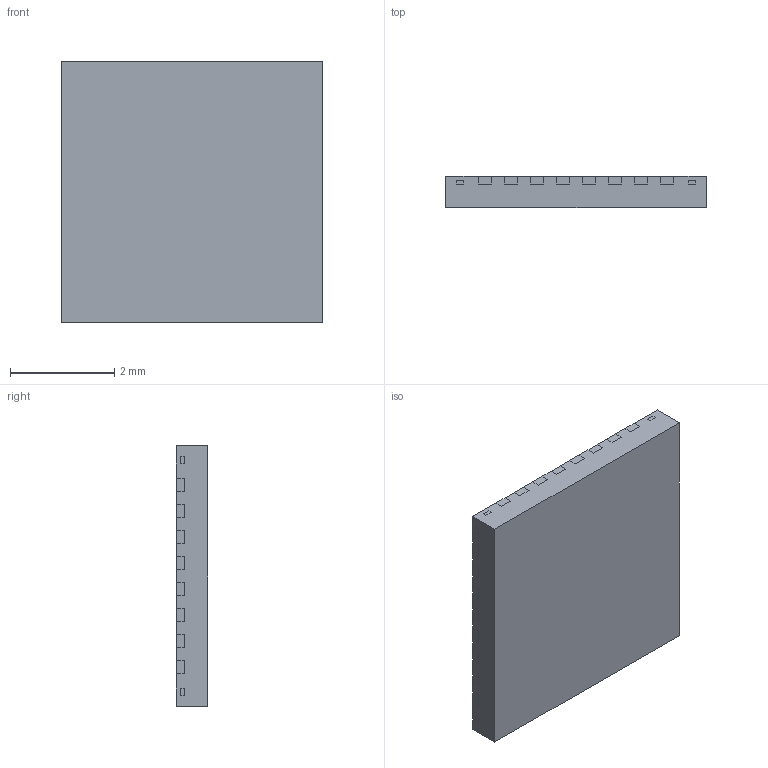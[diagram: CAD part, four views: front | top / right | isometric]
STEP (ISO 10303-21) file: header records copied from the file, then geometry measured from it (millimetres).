
FILE_DESCRIPTION(/* description */ (''),/* implementation_level */ '2;1');
FILE_NAME(/* name */ 'QFN5050-32_STP',/* time_stamp */ '2021-01-12T10:34:29+08:00',/* author */ ('Wei Wu'),/* organization */ ('Diodes'),/* preprocessor_version */ 'ST-DEVELOPER v16.7',/* originating_system */ 'DEX',/* authorisation */ $);
FILE_SCHEMA (('AUTOMOTIVE_DESIGN {1 0 10303 214 3 1 1}'));
Length unit declared in the file: millimetre
Products named in the file (3): QFN5050-32; QFN5050-32 EMC; QFN5050-32 LDF
Assembly tree (2 placements, depth 2):
  QFN5050-32
    QFN5050-32 EMC
    QFN5050-32 LDF
Bounding box: 5 x 0.6 x 5 mm (x, y, z)
Volume: 15 mm3; surface area: 125.7 mm2
Topology: 34 solids, 34 shells, 995 faces, 2796 edges, 1864 vertices
Faces by surface type: plane 829, cylinder 166
Entity records: 35477 total; most frequent: CARTESIAN_POINT 5658, ORIENTED_EDGE 5592, DIRECTION 5124, EDGE_CURVE 2796, LINE 2464, VECTOR 2464, VERTEX_POINT 1864, AXIS2_PLACEMENT_3D 1330
